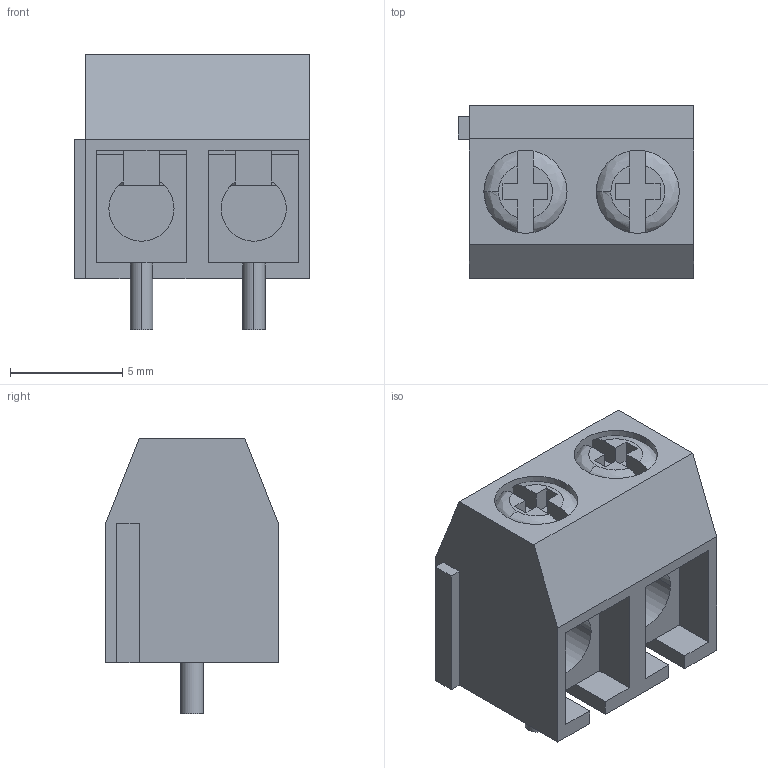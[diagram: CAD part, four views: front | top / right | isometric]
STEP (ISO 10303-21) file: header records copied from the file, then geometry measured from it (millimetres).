
FILE_DESCRIPTION (( 'STEP AP214' ), '1' );
FILE_NAME ('9D8A3840-F8DC-481C-89A4-1751244CDAE7.STEP', '2008-01-15T08:31:13', ( 'SysAdmin' ), ( 'SolidWorks' ), 'SwSTEP 2.0', 'SolidWorks 2008', '' );
FILE_SCHEMA (( 'AUTOMOTIVE_DESIGN' ));
Length unit declared in the file: millimetre
Products named in the file (1): 9D8A3840-F8DC-481C-89A4-1751244CDAE7
Bounding box: 10.5 x 7.7 x 12.28 mm (x, y, z)
Surface area: 1409.8 mm2 (no closed solid volume)
Topology: 0 solids, 9 shells, 290 faces, 680 edges, 408 vertices
Faces by surface type: plane 126, cone 80, cylinder 74, bspline 10
Entity records: 13368 total; most frequent: CARTESIAN_POINT 3805, ORIENTED_EDGE 1352, DIRECTION 1182, EDGE_CURVE 680, VECTOR 456, LINE 456, VERTEX_POINT 408, AXIS2_PLACEMENT_3D 363
